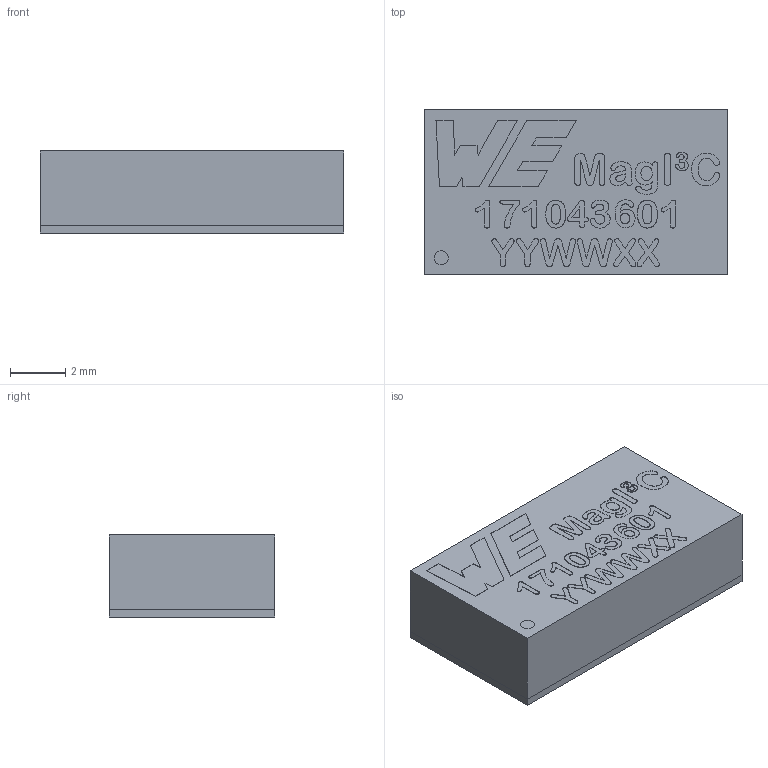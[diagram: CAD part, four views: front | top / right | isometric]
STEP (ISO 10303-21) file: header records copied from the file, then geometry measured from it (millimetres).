
FILE_DESCRIPTION(/* description */ ('Unknown'),/* implementation_level */ '2;1');
FILE_NAME(/* name */ '171043601',/* time_stamp */ '2025-04-22T09:29:04+02:00',/* author */ ('Unknown'),/* organization */ ('Unknown'),/* preprocessor_version */ 'ST-DEVELOPER v19.4',/* originating_system */ 'Solid Edge',/* authorisation */ 'Unknown');
FILE_SCHEMA (('AUTOMOTIVE_DESIGN {1 0 10303 214 3 1 1}'));
Length unit declared in the file: millimetre
Products named in the file (4): 171043601; Body_oa_0; Cover; Pads
Assembly tree (3 placements, depth 2):
  171043601
    Body_oa_0
    Cover
    Pads
Bounding box: 11 x 6 x 2.97 mm (x, y, z)
Volume: 195.9 mm3; surface area: 412.8 mm2
Topology: 28 solids, 28 shells, 1377 faces, 3795 edges, 2530 vertices
Faces by surface type: plane 1190, cylinder 106, bspline 81
Full cylindrical faces by diameter (mm): 0.507 x1
Entity records: 54254 total; most frequent: CARTESIAN_POINT 10704, ORIENTED_EDGE 7588, DIRECTION 6436, EDGE_CURVE 3794, LINE 3412, VECTOR 3412, VERTEX_POINT 2530, AXIS2_PLACEMENT_3D 1512
